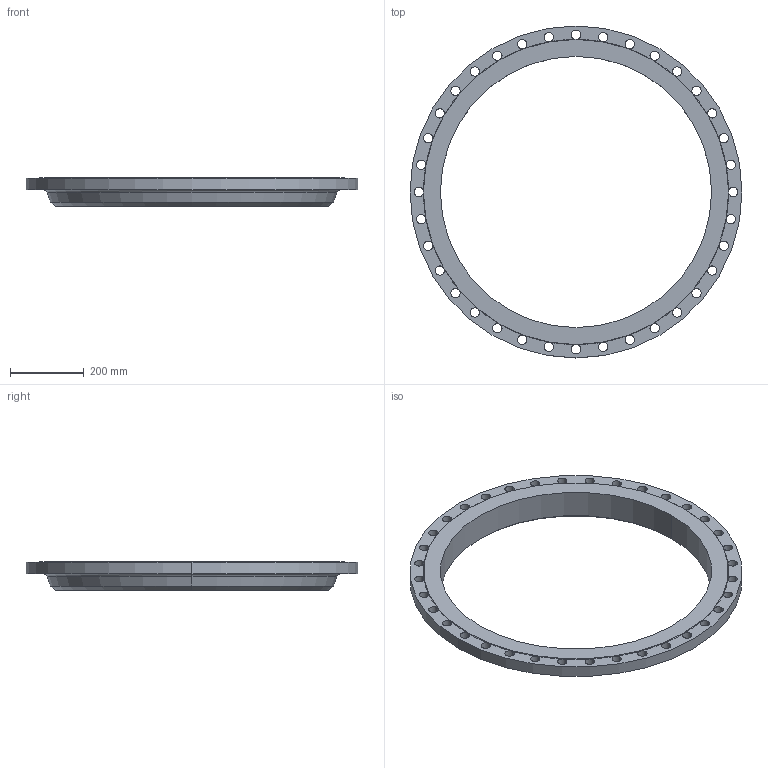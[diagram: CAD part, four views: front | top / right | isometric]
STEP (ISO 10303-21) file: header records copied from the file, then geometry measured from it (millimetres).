
FILE_DESCRIPTION (( 'STEP AP203' ), '1' );
FILE_NAME ('30_CL75_B161_RF_WNF_OB_S20.STEP', '2024-01-18T09:22:09', ( '' ), ( '' ), 'SwSTEP 2.0', 'SolidWorks 2023', '' );
FILE_SCHEMA (( 'CONFIG_CONTROL_DESIGN' ));
Length unit declared in the file: inch
Products named in the file (1): 30_CL75_B161_RF_WNF_OB_S20
Bounding box: 901.7 x 901.7 x 77.79 mm (x, y, z)
Volume: 8316746.3 mm3; surface area: 817299.4 mm2
Topology: 1 solids, 1 shells, 88 faces, 316 edges, 196 vertices
Faces by surface type: cylinder 78, cone 4, plane 4, torus 2
Entity records: 3709 total; most frequent: DIRECTION 728, ORIENTED_EDGE 632, CARTESIAN_POINT 601, AXIS2_PLACEMENT_3D 323, EDGE_CURVE 316, CIRCLE 234, VERTEX_POINT 196, EDGE_LOOP 128
